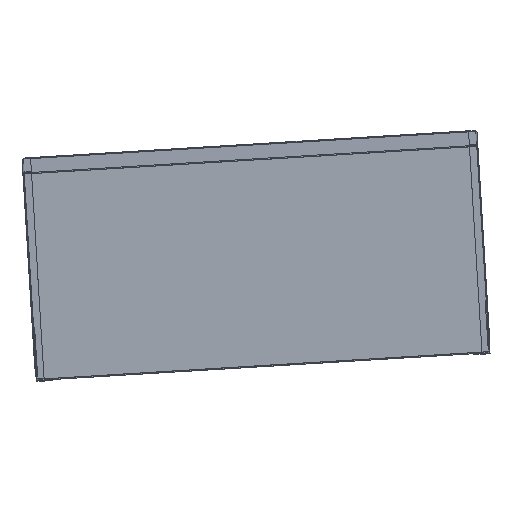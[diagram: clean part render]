
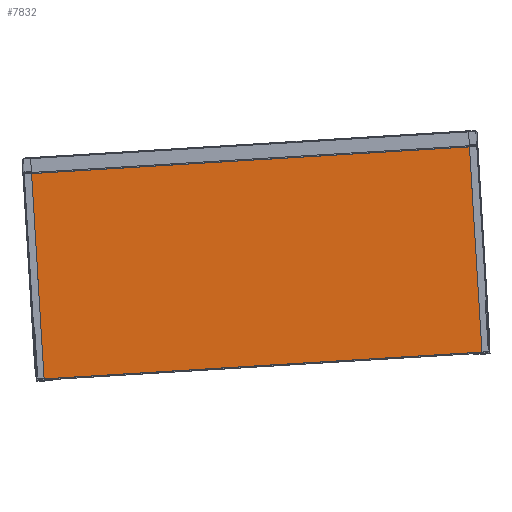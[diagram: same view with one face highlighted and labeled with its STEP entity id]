
A CAD part, front view. The second image highlights one B-rep face of the part: STEP entity #7832.
In plain terms, the highlighted planar face has unit normal (0, -1, 0).
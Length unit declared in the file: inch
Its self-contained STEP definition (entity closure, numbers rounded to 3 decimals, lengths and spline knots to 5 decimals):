
#8 = ORIENTED_EDGE ( 'NONE', *, *, #6847, .T. ) ;
#130 = ORIENTED_EDGE ( 'NONE', *, *, #5342, .F. ) ;
#299 = EDGE_LOOP ( 'NONE', ( #5043, #5090, #6307, #2251, #130, #8, #7817, #4323, #4099, #4599 ) ) ;
#405 = DIRECTION ( 'NONE',  ( -0.061, 0., 0.998 ) ) ;
#651 = CARTESIAN_POINT ( 'NONE',  ( -0.95954, -9.30909, 7.89307 ) ) ;
#671 = DIRECTION ( 'NONE',  ( 0.061, 0., -0.998 ) ) ;
#770 = EDGE_CURVE ( 'NONE', #1731, #1614, #5331, .T. ) ;
#898 = DIRECTION ( 'NONE',  ( 0., -1., 0. ) ) ;
#1020 = EDGE_CURVE ( 'NONE', #1614, #2131, #4587, .T. ) ;
#1111 = EDGE_CURVE ( 'NONE', #2131, #4151, #4467, .T. ) ;
#1139 = LINE ( 'NONE', #7458, #1144 ) ;
#1144 = VECTOR ( 'NONE', #671, 39.37008 ) ;
#1188 = EDGE_CURVE ( 'NONE', #4151, #2378, #4091, .T. ) ;
#1242 = EDGE_CURVE ( 'NONE', #2378, #7052, #4006, .T. ) ;
#1278 = EDGE_CURVE ( 'NONE', #4727, #2681, #3656, .T. ) ;
#1614 = VERTEX_POINT ( 'NONE', #6448 ) ;
#1731 = VERTEX_POINT ( 'NONE', #2686 ) ;
#2128 = CARTESIAN_POINT ( 'NONE',  ( -1.45861, -9.30909, 7.86255 ) ) ;
#2131 = VERTEX_POINT ( 'NONE', #7239 ) ;
#2251 = ORIENTED_EDGE ( 'NONE', *, *, #1242, .T. ) ;
#2378 = VERTEX_POINT ( 'NONE', #5782 ) ;
#2409 = CARTESIAN_POINT ( 'NONE',  ( -28.7008, -9.30909, 18.344 ) ) ;
#2615 = VERTEX_POINT ( 'NONE', #4419 ) ;
#2681 = VERTEX_POINT ( 'NONE', #3989 ) ;
#2686 = CARTESIAN_POINT ( 'NONE',  ( -27.99559, -9.30909, 6.30209 ) ) ;
#2696 = CARTESIAN_POINT ( 'NONE',  ( -1.43123, -9.30909, 7.92684 ) ) ;
#2758 = DIRECTION ( 'NONE',  ( -0.998, 0., -0.061 ) ) ;
#3194 = CARTESIAN_POINT ( 'NONE',  ( -29.19987, -9.30909, 18.31348 ) ) ;
#3288 = DIRECTION ( 'NONE',  ( -0.061, 0., 0.998 ) ) ;
#3362 = CARTESIAN_POINT ( 'NONE',  ( -2.19882, -9.30909, 19.96493 ) ) ;
#3409 = VECTOR ( 'NONE', #4902, 39.37008 ) ;
#3471 = LINE ( 'NONE', #4893, #3409 ) ;
#3642 = VECTOR ( 'NONE', #2758, 39.37008 ) ;
#3656 = LINE ( 'NONE', #3194, #3642 ) ;
#3658 = LINE ( 'NONE', #5351, #3701 ) ;
#3701 = VECTOR ( 'NONE', #5343, 39.37008 ) ;
#3717 = EDGE_CURVE ( 'NONE', #1731, #2681, #7183, .T. ) ;
#3816 = DIRECTION ( 'NONE',  ( -0.061, 0., 0.998 ) ) ;
#3904 = VECTOR ( 'NONE', #4103, 39.37008 ) ;
#3989 = CARTESIAN_POINT ( 'NONE',  ( -28.73199, -9.30909, 18.34209 ) ) ;
#3990 = CARTESIAN_POINT ( 'NONE',  ( -28.46347, -9.30909, 6.27348 ) ) ;
#4006 = LINE ( 'NONE', #6775, #3904 ) ;
#4028 = VECTOR ( 'NONE', #3288, 39.37008 ) ;
#4056 = DIRECTION ( 'NONE',  ( 0.998, 0., 0.061 ) ) ;
#4091 = LINE ( 'NONE', #5061, #4028 ) ;
#4099 = ORIENTED_EDGE ( 'NONE', *, *, #3717, .F. ) ;
#4103 = DIRECTION ( 'NONE',  ( 0.998, 0., 0.061 ) ) ;
#4151 = VERTEX_POINT ( 'NONE', #2128 ) ;
#4299 = VECTOR ( 'NONE', #4530, 39.37008 ) ;
#4323 = ORIENTED_EDGE ( 'NONE', *, *, #1278, .T. ) ;
#4419 = CARTESIAN_POINT ( 'NONE',  ( -2.16763, -9.30909, 19.96684 ) ) ;
#4467 = LINE ( 'NONE', #651, #4299 ) ;
#4530 = DIRECTION ( 'NONE',  ( 0.998, 0., 0.061 ) ) ;
#4564 = VECTOR ( 'NONE', #6507, 39.37008 ) ;
#4579 = VECTOR ( 'NONE', #3816, 39.37008 ) ;
#4587 = LINE ( 'NONE', #5999, #4564 ) ;
#4599 = ORIENTED_EDGE ( 'NONE', *, *, #770, .T. ) ;
#4727 = VERTEX_POINT ( 'NONE', #2409 ) ;
#4893 = CARTESIAN_POINT ( 'NONE',  ( -1.69976, -9.30909, 19.99546 ) ) ;
#4902 = DIRECTION ( 'NONE',  ( -0.998, 0., -0.061 ) ) ;
#5043 = ORIENTED_EDGE ( 'NONE', *, *, #1020, .T. ) ;
#5061 = CARTESIAN_POINT ( 'NONE',  ( -1.4319, -9.30909, 7.42586 ) ) ;
#5090 = ORIENTED_EDGE ( 'NONE', *, *, #1111, .T. ) ;
#5162 = FACE_OUTER_BOUND ( 'NONE', #299, .T. ) ;
#5320 = VECTOR ( 'NONE', #4056, 39.37008 ) ;
#5331 = LINE ( 'NONE', #3990, #5320 ) ;
#5342 = EDGE_CURVE ( 'NONE', #2615, #7052, #1139, .T. ) ;
#5343 = DIRECTION ( 'NONE',  ( 0.998, 0., 0.061 ) ) ;
#5351 = CARTESIAN_POINT ( 'NONE',  ( -1.69976, -9.30909, 19.99546 ) ) ;
#5782 = CARTESIAN_POINT ( 'NONE',  ( -1.46242, -9.30909, 7.92493 ) ) ;
#5847 = CARTESIAN_POINT ( 'NONE',  ( -1.74745, -9.30909, 20.77525 ) ) ;
#5999 = CARTESIAN_POINT ( 'NONE',  ( -27.93388, -9.30909, 5.80493 ) ) ;
#6307 = ORIENTED_EDGE ( 'NONE', *, *, #1188, .T. ) ;
#6448 = CARTESIAN_POINT ( 'NONE',  ( -27.9644, -9.30909, 6.304 ) ) ;
#6507 = DIRECTION ( 'NONE',  ( 0.061, 0., -0.998 ) ) ;
#6709 = AXIS2_PLACEMENT_3D ( 'NONE', #5847, #898, #405 ) ;
#6775 = CARTESIAN_POINT ( 'NONE',  ( -0.96336, -9.30909, 7.95546 ) ) ;
#6795 = EDGE_CURVE ( 'NONE', #4727, #7005, #3658, .T. ) ;
#6847 = EDGE_CURVE ( 'NONE', #2615, #7005, #3471, .T. ) ;
#7005 = VERTEX_POINT ( 'NONE', #3362 ) ;
#7052 = VERTEX_POINT ( 'NONE', #2696 ) ;
#7177 = PLANE ( 'NONE',  #6709 ) ;
#7183 = LINE ( 'NONE', #7412, #4579 ) ;
#7239 = CARTESIAN_POINT ( 'NONE',  ( -27.96059, -9.30909, 6.24162 ) ) ;
#7412 = CARTESIAN_POINT ( 'NONE',  ( -28.77968, -9.30909, 19.12189 ) ) ;
#7458 = CARTESIAN_POINT ( 'NONE',  ( -2.21533, -9.30909, 20.74663 ) ) ;
#7817 = ORIENTED_EDGE ( 'NONE', *, *, #6795, .F. ) ;
#7832 = ADVANCED_FACE ( 'NONE', ( #5162 ), #7177, .T. ) ;
